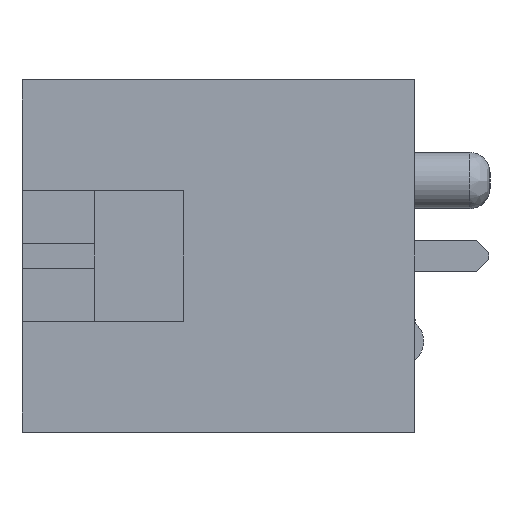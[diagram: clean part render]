
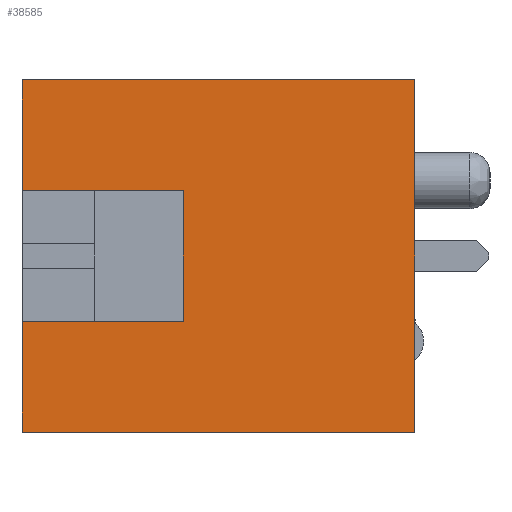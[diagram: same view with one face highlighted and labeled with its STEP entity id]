
A CAD part, left-side view. The second image highlights one B-rep face of the part: STEP entity #38585.
In plain terms, the highlighted planar face has unit normal (-1, 0, 0).
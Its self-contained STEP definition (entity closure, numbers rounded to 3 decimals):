
#184 = ORIENTED_EDGE ( 'NONE', *, *, #8961, .F. ) ;
#241 = DIRECTION ( 'NONE',  ( 0., 0., 1. ) ) ;
#455 = CARTESIAN_POINT ( 'NONE',  ( -12.03, 7.8, -3.5 ) ) ;
#4217 = LINE ( 'NONE', #5054, #11526 ) ;
#5054 = CARTESIAN_POINT ( 'NONE',  ( -12.03, 7.8, 1.3 ) ) ;
#5371 = DIRECTION ( 'NONE',  ( 0., 1., 0. ) ) ;
#5762 = VECTOR ( 'NONE', #30895, 1000. ) ;
#5808 = CARTESIAN_POINT ( 'NONE',  ( -12.03, 7.8, 1.3 ) ) ;
#6268 = EDGE_CURVE ( 'NONE', #25096, #36556, #42145, .T. ) ;
#6748 = VECTOR ( 'NONE', #241, 1000. ) ;
#7722 = CARTESIAN_POINT ( 'NONE',  ( -12.03, 0., 3.5 ) ) ;
#7942 = ORIENTED_EDGE ( 'NONE', *, *, #9501, .F. ) ;
#8252 = VERTEX_POINT ( 'NONE', #11725 ) ;
#8449 = FACE_OUTER_BOUND ( 'NONE', #38130, .T. ) ;
#8961 = EDGE_CURVE ( 'NONE', #36556, #20473, #4217, .T. ) ;
#9392 = PLANE ( 'NONE',  #33101 ) ;
#9398 = CARTESIAN_POINT ( 'NONE',  ( -12.03, 7.8, -1.3 ) ) ;
#9501 = EDGE_CURVE ( 'NONE', #24795, #8252, #23223, .T. ) ;
#9538 = CARTESIAN_POINT ( 'NONE',  ( -12.03, 7.8, -3.5 ) ) ;
#9645 = VECTOR ( 'NONE', #12115, 1000. ) ;
#10409 = CARTESIAN_POINT ( 'NONE',  ( -12.03, 4.6, -1.3 ) ) ;
#11526 = VECTOR ( 'NONE', #5371, 1000. ) ;
#11725 = CARTESIAN_POINT ( 'NONE',  ( -12.03, 7.8, -1.3 ) ) ;
#12115 = DIRECTION ( 'NONE',  ( 0., 0., 1. ) ) ;
#12343 = DIRECTION ( 'NONE',  ( 0., 0., 1. ) ) ;
#12995 = DIRECTION ( 'NONE',  ( 0., -1., 0. ) ) ;
#13692 = CARTESIAN_POINT ( 'NONE',  ( -12.03, 7.8, 3.5 ) ) ;
#14809 = EDGE_CURVE ( 'NONE', #8252, #25096, #37838, .T. ) ;
#15619 = ORIENTED_EDGE ( 'NONE', *, *, #14809, .F. ) ;
#17168 = VERTEX_POINT ( 'NONE', #7722 ) ;
#17333 = DIRECTION ( 'NONE',  ( 0., -1., 0. ) ) ;
#17781 = DIRECTION ( 'NONE',  ( 0., -1., 0. ) ) ;
#19320 = VERTEX_POINT ( 'NONE', #20591 ) ;
#19561 = LINE ( 'NONE', #25266, #41965 ) ;
#20473 = VERTEX_POINT ( 'NONE', #5808 ) ;
#20591 = CARTESIAN_POINT ( 'NONE',  ( -12.03, 7.8, 3.5 ) ) ;
#21388 = VERTEX_POINT ( 'NONE', #22526 ) ;
#21968 = EDGE_CURVE ( 'NONE', #21388, #17168, #30869, .T. ) ;
#22526 = CARTESIAN_POINT ( 'NONE',  ( -12.03, 0., -3.5 ) ) ;
#22813 = CARTESIAN_POINT ( 'NONE',  ( -12.03, 4.6, -3.5 ) ) ;
#23223 = LINE ( 'NONE', #45586, #5762 ) ;
#23687 = LINE ( 'NONE', #13692, #41567 ) ;
#23740 = ORIENTED_EDGE ( 'NONE', *, *, #36524, .T. ) ;
#24795 = VERTEX_POINT ( 'NONE', #455 ) ;
#25096 = VERTEX_POINT ( 'NONE', #10409 ) ;
#25266 = CARTESIAN_POINT ( 'NONE',  ( -12.03, 7.8, -3.5 ) ) ;
#27687 = CARTESIAN_POINT ( 'NONE',  ( -12.03, 7.8, -3.5 ) ) ;
#27847 = CARTESIAN_POINT ( 'NONE',  ( -12.03, 4.6, 1.3 ) ) ;
#28140 = EDGE_CURVE ( 'NONE', #19320, #17168, #23687, .T. ) ;
#28461 = ORIENTED_EDGE ( 'NONE', *, *, #6268, .F. ) ;
#28935 = VECTOR ( 'NONE', #12995, 1000. ) ;
#30014 = ORIENTED_EDGE ( 'NONE', *, *, #34664, .F. ) ;
#30195 = ORIENTED_EDGE ( 'NONE', *, *, #28140, .F. ) ;
#30869 = LINE ( 'NONE', #32761, #6748 ) ;
#30895 = DIRECTION ( 'NONE',  ( 0., 0., 1. ) ) ;
#32666 = LINE ( 'NONE', #27687, #38826 ) ;
#32761 = CARTESIAN_POINT ( 'NONE',  ( -12.03, 0., -3.5 ) ) ;
#33101 = AXIS2_PLACEMENT_3D ( 'NONE', #9538, #35053, #38503 ) ;
#34664 = EDGE_CURVE ( 'NONE', #20473, #19320, #19561, .T. ) ;
#35053 = DIRECTION ( 'NONE',  ( 1., 0., 0. ) ) ;
#36524 = EDGE_CURVE ( 'NONE', #24795, #21388, #32666, .T. ) ;
#36556 = VERTEX_POINT ( 'NONE', #27847 ) ;
#37378 = ORIENTED_EDGE ( 'NONE', *, *, #21968, .T. ) ;
#37838 = LINE ( 'NONE', #9398, #28935 ) ;
#38130 = EDGE_LOOP ( 'NONE', ( #184, #28461, #15619, #7942, #23740, #37378, #30195, #30014 ) ) ;
#38503 = DIRECTION ( 'NONE',  ( 0., 0., -1. ) ) ;
#38585 = ADVANCED_FACE ( 'NONE', ( #8449 ), #9392, .F. ) ;
#38826 = VECTOR ( 'NONE', #17333, 1000. ) ;
#41567 = VECTOR ( 'NONE', #17781, 1000. ) ;
#41965 = VECTOR ( 'NONE', #12343, 1000. ) ;
#42145 = LINE ( 'NONE', #22813, #9645 ) ;
#45586 = CARTESIAN_POINT ( 'NONE',  ( -12.03, 7.8, -3.5 ) ) ;
